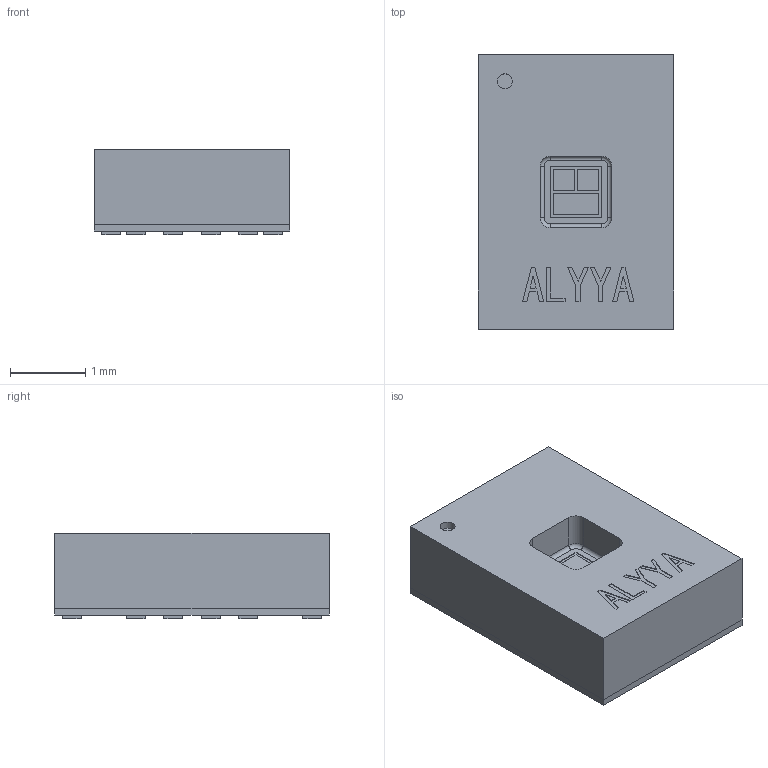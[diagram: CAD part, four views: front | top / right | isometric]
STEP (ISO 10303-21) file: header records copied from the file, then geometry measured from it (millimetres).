
FILE_DESCRIPTION(('FreeCAD Model'),'2;1');
FILE_NAME('Open CASCADE Shape Model','2023-07-25T01:01:00',( 'kicad StepUp'),('ksu MCAD'),'Open CASCADE STEP processor 7.6', 'FreeCAD','Unknown');
FILE_SCHEMA(('AUTOMOTIVE_DESIGN { 1 0 10303 214 1 1 1 1 }'));
Length unit declared in the file: millimetre
Products named in the file (1): AS7331-OLGA-16
Bounding box: 2.6 x 3.65 x 1.14 mm (x, y, z)
Volume: 9.9 mm3; surface area: 35.3 mm2
Topology: 1 solids, 1 shells, 186 faces, 453 edges, 298 vertices
Faces by surface type: plane 173, cylinder 9, torus 4
Full cylindrical faces by diameter (mm): 0.2 x1
Entity records: 6675 total; most frequent: CARTESIAN_POINT 938, ORIENTED_EDGE 906, DIRECTION 849, EDGE_CURVE 453, LINE 431, VECTOR 431, VERTEX_POINT 298, FACE_BOUND 215
